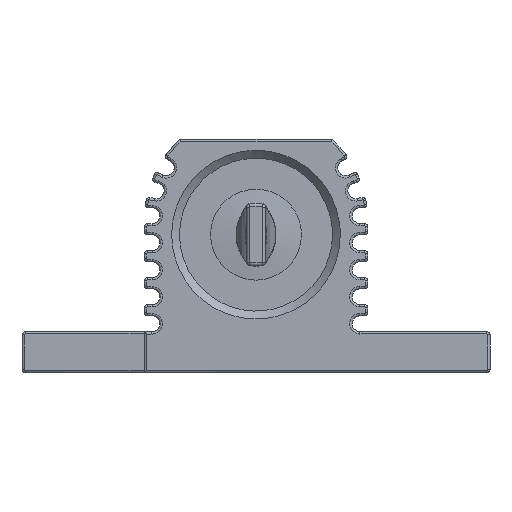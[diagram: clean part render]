
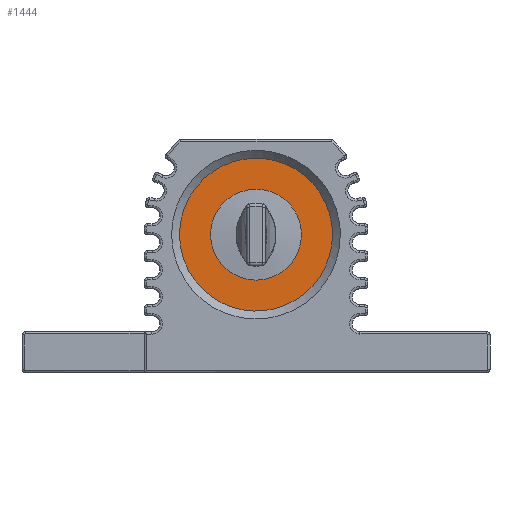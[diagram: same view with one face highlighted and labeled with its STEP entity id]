
A CAD part, left-side view. The second image highlights one B-rep face of the part: STEP entity #1444.
In plain terms, the highlighted planar face has unit normal (-1, 0, 0).
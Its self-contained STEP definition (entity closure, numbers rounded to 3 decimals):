
#29=FACE_BOUND('',#2135,.T.);
#686=(
BOUNDED_CURVE()
B_SPLINE_CURVE(2,(#13361,#13362,#13363,#13364,#13365,#13366,#13367,#13368,
#13369),.UNSPECIFIED.,.T.,.F.)
B_SPLINE_CURVE_WITH_KNOTS((3,2,2,2,3),(0.,8.404,16.807,
25.211,33.614),.UNSPECIFIED.)
CURVE()
GEOMETRIC_REPRESENTATION_ITEM()
RATIONAL_B_SPLINE_CURVE((1.,0.707,1.,0.707,1.,0.707,
1.,0.707,1.))
REPRESENTATION_ITEM('')
);
#1444=ADVANCED_FACE('',(#1780,#29),#5520,.T.);
#1780=FACE_OUTER_BOUND('',#2134,.T.);
#2134=EDGE_LOOP('',(#3778));
#2135=EDGE_LOOP('',(#3779));
#3778=ORIENTED_EDGE('',*,*,#4665,.F.);
#3779=ORIENTED_EDGE('',*,*,#4666,.F.);
#4665=EDGE_CURVE('',#5461,#5461,#686,.T.);
#4666=EDGE_CURVE('',#5460,#5460,#4896,.T.);
#4896=B_SPLINE_CURVE_WITH_KNOTS('',3,(#13370,#13371,#13372,#13373,#13374,
#13375,#13376,#13377,#13378,#13379,#13380,#13381,#13382,#13383,#13384,#13385,
#13386,#13387,#13388,#13389,#13390,#13391,#13392,#13393,#13394,#13395,#13396,
#13397,#13398,#13399,#13400,#13401,#13402,#13403,#13404,#13405,#13406,#13407,
#13408),.UNSPECIFIED.,.T.,.F.,(4,2,2,2,2,2,2,2,2,3,2,2,2,2,2,2,2,2,4),(0.,
1.141,2.282,3.424,3.982,4.562,
5.132,5.701,6.842,9.148,11.452,
12.593,13.152,13.732,14.302,14.871,
16.012,17.154,18.295),.UNSPECIFIED.);
#5460=VERTEX_POINT('',#13359);
#5461=VERTEX_POINT('',#13360);
#5520=PLANE('',#5732);
#5732=AXIS2_PLACEMENT_3D('',#13358,#5927,$);
#5927=DIRECTION('',(-1.,0.,0.));
#13358=CARTESIAN_POINT('',(-24.05,4.947,13.701));
#13359=CARTESIAN_POINT('',(-24.05,0.,11.637));
#13360=CARTESIAN_POINT('',(-24.05,-4.85,8.754));
#13361=CARTESIAN_POINT('',(-24.05,-4.85,8.754));
#13362=CARTESIAN_POINT('',(-24.05,-4.85,3.904));
#13363=CARTESIAN_POINT('',(-24.05,0.,3.904));
#13364=CARTESIAN_POINT('',(-24.05,4.85,3.904));
#13365=CARTESIAN_POINT('',(-24.05,4.85,8.754));
#13366=CARTESIAN_POINT('',(-24.05,4.85,13.604));
#13367=CARTESIAN_POINT('',(-24.05,0.,13.604));
#13368=CARTESIAN_POINT('',(-24.05,-4.85,13.604));
#13369=CARTESIAN_POINT('',(-24.05,-4.85,8.754));
#13370=CARTESIAN_POINT('',(-24.05,0.,11.637));
#13371=CARTESIAN_POINT('',(-24.05,0.379,11.637));
#13372=CARTESIAN_POINT('',(-24.05,0.753,11.562));
#13373=CARTESIAN_POINT('',(-24.05,1.453,11.272));
#13374=CARTESIAN_POINT('',(-24.05,1.771,11.06));
#13375=CARTESIAN_POINT('',(-24.05,2.306,10.525));
#13376=CARTESIAN_POINT('',(-24.05,2.518,10.207));
#13377=CARTESIAN_POINT('',(-24.05,2.734,9.686));
#13378=CARTESIAN_POINT('',(-24.05,2.788,9.509));
#13379=CARTESIAN_POINT('',(-24.05,2.863,9.139));
#13380=CARTESIAN_POINT('',(-24.05,2.883,8.947));
#13381=CARTESIAN_POINT('',(-24.05,2.883,8.565));
#13382=CARTESIAN_POINT('',(-24.05,2.864,8.377));
#13383=CARTESIAN_POINT('',(-24.05,2.79,8.006));
#13384=CARTESIAN_POINT('',(-24.05,2.736,7.825));
#13385=CARTESIAN_POINT('',(-24.05,2.518,7.301));
#13386=CARTESIAN_POINT('',(-24.05,2.306,6.983));
#13387=CARTESIAN_POINT('',(-24.05,1.498,6.175));
#13388=CARTESIAN_POINT('',(-24.05,0.765,5.871));
#13389=CARTESIAN_POINT('',(-24.05,0.,5.871));
#13390=CARTESIAN_POINT('',(-24.05,-0.765,5.871));
#13391=CARTESIAN_POINT('',(-24.05,-1.498,6.175));
#13392=CARTESIAN_POINT('',(-24.05,-2.306,6.983));
#13393=CARTESIAN_POINT('',(-24.05,-2.518,7.301));
#13394=CARTESIAN_POINT('',(-24.05,-2.734,7.822));
#13395=CARTESIAN_POINT('',(-24.05,-2.788,7.999));
#13396=CARTESIAN_POINT('',(-24.05,-2.863,8.369));
#13397=CARTESIAN_POINT('',(-24.05,-2.883,8.561));
#13398=CARTESIAN_POINT('',(-24.05,-2.883,8.943));
#13399=CARTESIAN_POINT('',(-24.05,-2.864,9.131));
#13400=CARTESIAN_POINT('',(-24.05,-2.79,9.502));
#13401=CARTESIAN_POINT('',(-24.05,-2.736,9.683));
#13402=CARTESIAN_POINT('',(-24.05,-2.518,10.207));
#13403=CARTESIAN_POINT('',(-24.05,-2.306,10.525));
#13404=CARTESIAN_POINT('',(-24.05,-1.771,11.06));
#13405=CARTESIAN_POINT('',(-24.05,-1.453,11.272));
#13406=CARTESIAN_POINT('',(-24.05,-0.753,11.562));
#13407=CARTESIAN_POINT('',(-24.05,-0.379,11.637));
#13408=CARTESIAN_POINT('',(-24.05,0.,11.637));
